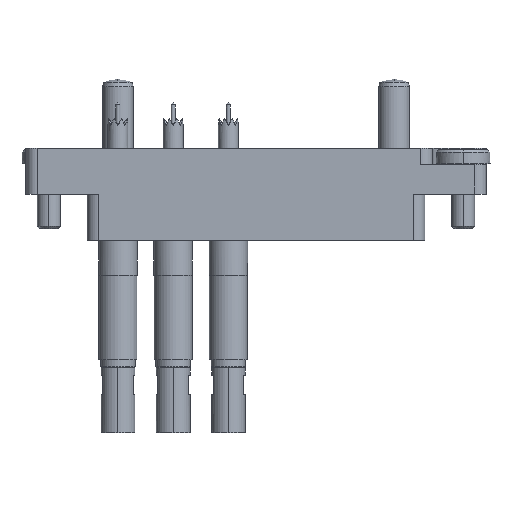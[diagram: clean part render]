
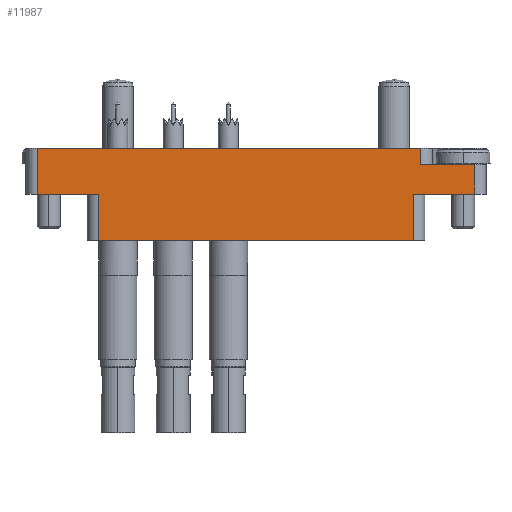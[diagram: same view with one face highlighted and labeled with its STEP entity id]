
A CAD part, left-side view. The second image highlights one B-rep face of the part: STEP entity #11987.
In plain terms, the highlighted face is planar.
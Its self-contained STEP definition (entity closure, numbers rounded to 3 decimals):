
#7 = CARTESIAN_POINT ( 'NONE',  ( 30., 0., 14.35 ) ) ;
#591 = CARTESIAN_POINT ( 'NONE',  ( 21.5, 6., 14.35 ) ) ;
#1411 = VECTOR ( 'NONE', #4300, 1000. ) ;
#1588 = PLANE ( 'NONE',  #13954 ) ;
#1963 = DIRECTION ( 'NONE',  ( 0., 0., -1. ) ) ;
#2069 = EDGE_CURVE ( 'NONE', #14831, #11426, #15584, .T. ) ;
#2354 = DIRECTION ( 'NONE',  ( 0., -1., 0. ) ) ;
#2900 = EDGE_CURVE ( 'NONE', #23546, #12642, #4488, .T. ) ;
#3069 = DIRECTION ( 'NONE',  ( 1., 0., 0. ) ) ;
#3733 = EDGE_CURVE ( 'NONE', #10910, #8000, #12021, .T. ) ;
#3808 = CARTESIAN_POINT ( 'NONE',  ( -28.5, 6., 14.35 ) ) ;
#3826 = VECTOR ( 'NONE', #13631, 1000. ) ;
#3889 = VECTOR ( 'NONE', #3069, 1000. ) ;
#4300 = DIRECTION ( 'NONE',  ( 0., 1., 0. ) ) ;
#4488 = LINE ( 'NONE', #12349, #14721 ) ;
#4517 = VECTOR ( 'NONE', #25830, 1000. ) ;
#4697 = DIRECTION ( 'NONE',  ( -1., 0., 0. ) ) ;
#4834 = EDGE_CURVE ( 'NONE', #16973, #8000, #10552, .T. ) ;
#5403 = CARTESIAN_POINT ( 'NONE',  ( -22., -6., 14.35 ) ) ;
#5493 = DIRECTION ( 'NONE',  ( 1., 0., 0. ) ) ;
#5975 = ORIENTED_EDGE ( 'NONE', *, *, #18396, .F. ) ;
#6299 = CARTESIAN_POINT ( 'NONE',  ( 28.5, 3.9, 14.35 ) ) ;
#6927 = ORIENTED_EDGE ( 'NONE', *, *, #2069, .T. ) ;
#7369 = LINE ( 'NONE', #5403, #24359 ) ;
#7579 = DIRECTION ( 'NONE',  ( -1., 0., 0. ) ) ;
#7775 = LINE ( 'NONE', #9857, #4517 ) ;
#8000 = VERTEX_POINT ( 'NONE', #6299 ) ;
#8105 = LINE ( 'NONE', #7, #14581 ) ;
#8487 = ORIENTED_EDGE ( 'NONE', *, *, #3733, .F. ) ;
#8523 = EDGE_LOOP ( 'NONE', ( #11221, #22365, #5975, #17806, #8487, #10627, #15284, #6927, #9490, #22315 ) ) ;
#9490 = ORIENTED_EDGE ( 'NONE', *, *, #22017, .F. ) ;
#9798 = CARTESIAN_POINT ( 'NONE',  ( -30., 0., 14.35 ) ) ;
#9857 = CARTESIAN_POINT ( 'NONE',  ( 21.5, 0., 14.35 ) ) ;
#10552 = LINE ( 'NONE', #18563, #1411 ) ;
#10580 = CARTESIAN_POINT ( 'NONE',  ( 20.5, 0., 14.35 ) ) ;
#10627 = ORIENTED_EDGE ( 'NONE', *, *, #16321, .T. ) ;
#10910 = VERTEX_POINT ( 'NONE', #17908 ) ;
#11012 = VECTOR ( 'NONE', #2354, 1000. ) ;
#11221 = ORIENTED_EDGE ( 'NONE', *, *, #16727, .F. ) ;
#11426 = VERTEX_POINT ( 'NONE', #11620 ) ;
#11620 = CARTESIAN_POINT ( 'NONE',  ( -28.5, 0., 14.35 ) ) ;
#11987 = ADVANCED_FACE ( 'NONE', ( #19493 ), #1588, .F. ) ;
#12021 = LINE ( 'NONE', #20005, #25076 ) ;
#12077 = EDGE_CURVE ( 'NONE', #12950, #15711, #16083, .T. ) ;
#12301 = DIRECTION ( 'NONE',  ( -1., 0., 0. ) ) ;
#12349 = CARTESIAN_POINT ( 'NONE',  ( 20.5, 0., 14.35 ) ) ;
#12642 = VERTEX_POINT ( 'NONE', #10580 ) ;
#12950 = VERTEX_POINT ( 'NONE', #15509 ) ;
#13131 = LINE ( 'NONE', #15089, #3889 ) ;
#13631 = DIRECTION ( 'NONE',  ( 0., -1., 0. ) ) ;
#13695 = CARTESIAN_POINT ( 'NONE',  ( 20.5, -6., 14.35 ) ) ;
#13954 = AXIS2_PLACEMENT_3D ( 'NONE', #9798, #1963, #7579 ) ;
#14107 = CARTESIAN_POINT ( 'NONE',  ( -20.5, 0., 14.35 ) ) ;
#14581 = VECTOR ( 'NONE', #12301, 1000. ) ;
#14648 = CARTESIAN_POINT ( 'NONE',  ( 28.5, 0., 14.35 ) ) ;
#14721 = VECTOR ( 'NONE', #16759, 1000. ) ;
#14831 = VERTEX_POINT ( 'NONE', #3808 ) ;
#15089 = CARTESIAN_POINT ( 'NONE',  ( -30., 6., 14.35 ) ) ;
#15284 = ORIENTED_EDGE ( 'NONE', *, *, #20019, .F. ) ;
#15509 = CARTESIAN_POINT ( 'NONE',  ( -20.5, 0., 14.35 ) ) ;
#15584 = LINE ( 'NONE', #23572, #3826 ) ;
#15711 = VERTEX_POINT ( 'NONE', #24877 ) ;
#16083 = LINE ( 'NONE', #14107, #11012 ) ;
#16321 = EDGE_CURVE ( 'NONE', #10910, #19904, #7775, .T. ) ;
#16727 = EDGE_CURVE ( 'NONE', #23546, #15711, #7369, .T. ) ;
#16759 = DIRECTION ( 'NONE',  ( 0., 1., 0. ) ) ;
#16973 = VERTEX_POINT ( 'NONE', #14648 ) ;
#17806 = ORIENTED_EDGE ( 'NONE', *, *, #4834, .T. ) ;
#17908 = CARTESIAN_POINT ( 'NONE',  ( 21.5, 3.9, 14.35 ) ) ;
#18396 = EDGE_CURVE ( 'NONE', #16973, #12642, #8105, .T. ) ;
#18563 = CARTESIAN_POINT ( 'NONE',  ( 28.5, 3.9, 14.35 ) ) ;
#18958 = LINE ( 'NONE', #25109, #23569 ) ;
#19493 = FACE_OUTER_BOUND ( 'NONE', #8523, .T. ) ;
#19904 = VERTEX_POINT ( 'NONE', #591 ) ;
#20005 = CARTESIAN_POINT ( 'NONE',  ( 30., 3.9, 14.35 ) ) ;
#20019 = EDGE_CURVE ( 'NONE', #14831, #19904, #13131, .T. ) ;
#22017 = EDGE_CURVE ( 'NONE', #12950, #11426, #18958, .T. ) ;
#22315 = ORIENTED_EDGE ( 'NONE', *, *, #12077, .T. ) ;
#22365 = ORIENTED_EDGE ( 'NONE', *, *, #2900, .T. ) ;
#23546 = VERTEX_POINT ( 'NONE', #13695 ) ;
#23569 = VECTOR ( 'NONE', #4697, 1000. ) ;
#23572 = CARTESIAN_POINT ( 'NONE',  ( -28.5, 0., 14.35 ) ) ;
#24359 = VECTOR ( 'NONE', #25676, 1000. ) ;
#24877 = CARTESIAN_POINT ( 'NONE',  ( -20.5, -6., 14.35 ) ) ;
#25076 = VECTOR ( 'NONE', #5493, 1000. ) ;
#25109 = CARTESIAN_POINT ( 'NONE',  ( 30., 0., 14.35 ) ) ;
#25676 = DIRECTION ( 'NONE',  ( -1., 0., 0. ) ) ;
#25830 = DIRECTION ( 'NONE',  ( 0., 1., 0. ) ) ;
